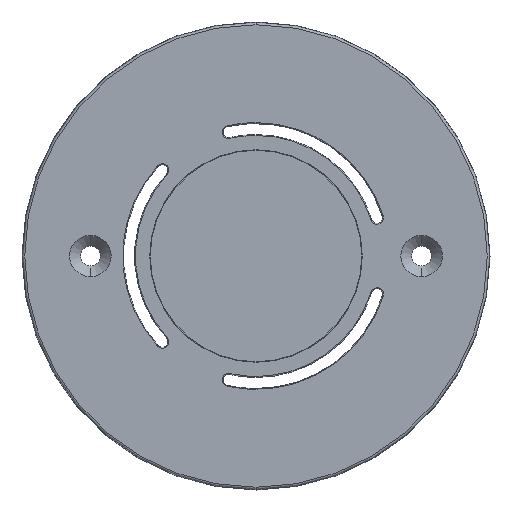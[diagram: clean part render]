
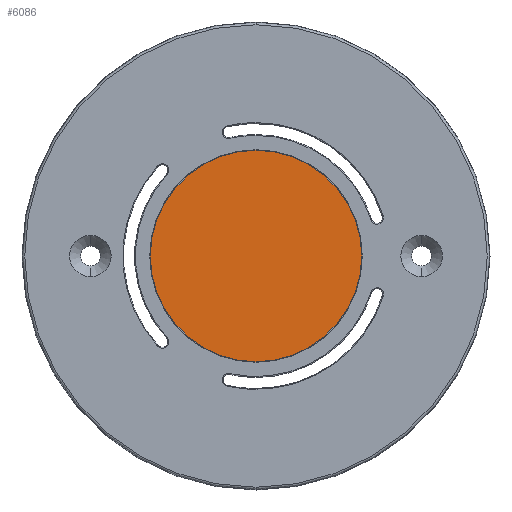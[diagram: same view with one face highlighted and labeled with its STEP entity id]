
A CAD part, front view. The second image highlights one B-rep face of the part: STEP entity #6086.
In plain terms, the highlighted planar face has unit normal (0, -1, 0).
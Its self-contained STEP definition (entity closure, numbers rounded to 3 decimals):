
#281 = PLANE ( 'NONE',  #5976 ) ;
#308 = DIRECTION ( 'NONE',  ( 0., 0., -1. ) ) ;
#503 = ORIENTED_EDGE ( 'NONE', *, *, #4395, .T. ) ;
#900 = DIRECTION ( 'NONE',  ( 0., 0., -1. ) ) ;
#928 = AXIS2_PLACEMENT_3D ( 'NONE', #7171, #5456, #900 ) ;
#1013 = AXIS2_PLACEMENT_3D ( 'NONE', #5417, #5026, #308 ) ;
#1939 = VERTEX_POINT ( 'NONE', #6091 ) ;
#2865 = CIRCLE ( 'NONE', #928, 23.95 ) ;
#3348 = DIRECTION ( 'NONE',  ( 0., 0., 1. ) ) ;
#3461 = EDGE_CURVE ( 'NONE', #1939, #4138, #6665, .T. ) ;
#3852 = CARTESIAN_POINT ( 'NONE',  ( 0., 0., 23.95 ) ) ;
#3856 = CARTESIAN_POINT ( 'NONE',  ( -52.86, 0., 0. ) ) ;
#4138 = VERTEX_POINT ( 'NONE', #3852 ) ;
#4278 = FACE_OUTER_BOUND ( 'NONE', #5409, .T. ) ;
#4395 = EDGE_CURVE ( 'NONE', #4138, #1939, #2865, .T. ) ;
#5026 = DIRECTION ( 'NONE',  ( 0., -1., 0. ) ) ;
#5283 = ORIENTED_EDGE ( 'NONE', *, *, #3461, .T. ) ;
#5409 = EDGE_LOOP ( 'NONE', ( #5283, #503 ) ) ;
#5417 = CARTESIAN_POINT ( 'NONE',  ( 0., 0., 0. ) ) ;
#5456 = DIRECTION ( 'NONE',  ( 0., -1., 0. ) ) ;
#5976 = AXIS2_PLACEMENT_3D ( 'NONE', #3856, #6759, #3348 ) ;
#6086 = ADVANCED_FACE ( 'NONE', ( #4278 ), #281, .F. ) ;
#6091 = CARTESIAN_POINT ( 'NONE',  ( 0., 0., -23.95 ) ) ;
#6665 = CIRCLE ( 'NONE', #1013, 23.95 ) ;
#6759 = DIRECTION ( 'NONE',  ( 0., 1., 0. ) ) ;
#7171 = CARTESIAN_POINT ( 'NONE',  ( 0., 0., 0. ) ) ;
